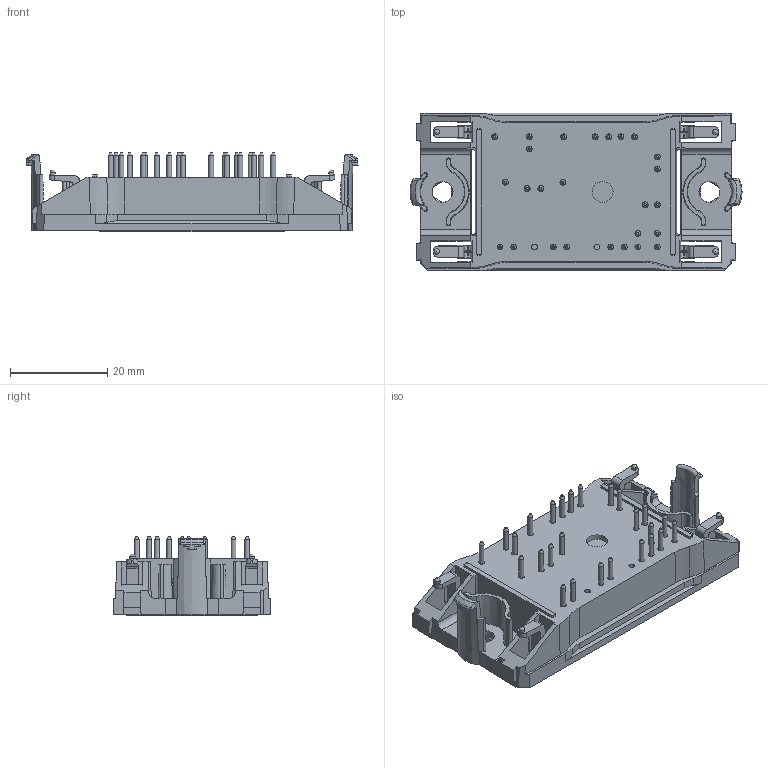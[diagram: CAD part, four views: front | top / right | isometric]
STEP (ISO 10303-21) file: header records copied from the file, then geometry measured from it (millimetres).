
FILE_DESCRIPTION( ( 'Unknown' ), '1' );
FILE_NAME( 'Flow0-2C12W-P980(260)-01-OL.stp', 'Unknown', ( 'Unknown' ), ( 'Unknown' ), 'PSStep 17.0.49', 'Unknown', ' ' );
FILE_SCHEMA( ( 'AUTOMOTIVE_DESIGN { 1 0 10303 214 1 1 1 1 }' ) );
Length unit declared in the file: millimetre
Products named in the file (1): barcode
Bounding box: 68.4 x 32.5 x 16.28 mm (x, y, z)
Volume: 16779.3 mm3; surface area: 9334.9 mm2
Topology: 1 solids, 29 shells, 1012 faces, 2431 edges, 1598 vertices
Faces by surface type: plane 773, cylinder 167, cone 60, torus 4, bspline 4, sphere 4
Full cylindrical faces by diameter (mm): 0.5 x28, 1 x26, 1.1 x4, 1.2 x28, 4.3 x1
Entity records: 36500 total; most frequent: CARTESIAN_POINT 5103, DIRECTION 4736, ORIENTED_EDGE 4552, EDGE_CURVE 2276, LINE 1754, VECTOR 1754, VERTEX_POINT 1568, AXIS2_PLACEMENT_3D 1491
